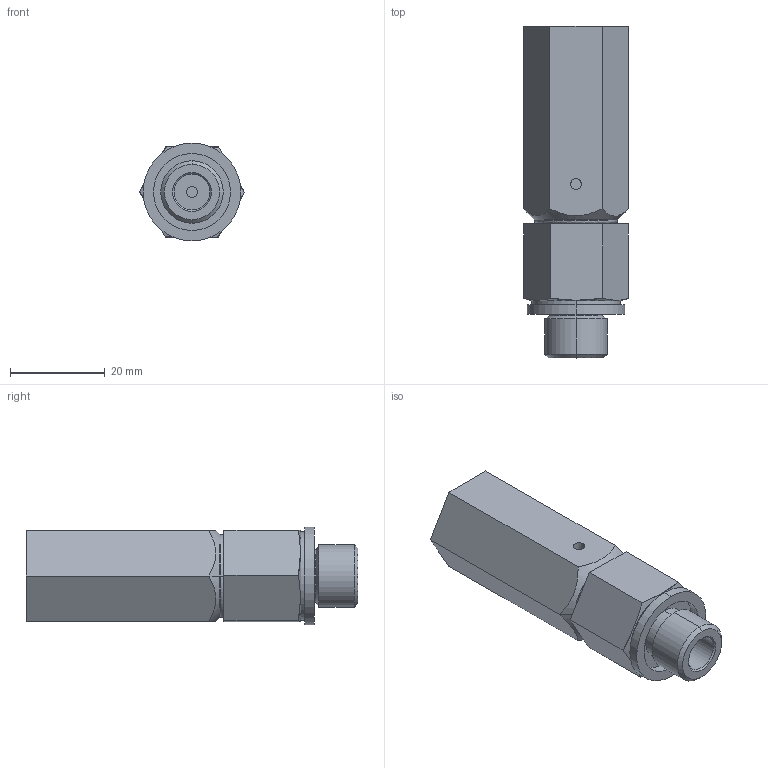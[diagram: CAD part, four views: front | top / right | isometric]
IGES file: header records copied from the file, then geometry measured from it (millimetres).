
Start section:  PTC IGES file: ilcmv47063870.igs
Global section: file name: ilcmv47063870.igs; native system: Creo Parametric by Parametric Technology Corporation; preprocessor: 2013320; author: maj; organization: Unknown; date: 20190418.113603; units: millimetre
Bounding box: 22 x 69.88 x 20.6 mm (x, y, z)
Surface area: 6383.9 mm2 (no closed solid volume)
Topology: 0 solids, 0 shells, 61 faces, 365 edges, 445 vertices
Faces by surface type: revolution 38, bspline 23
